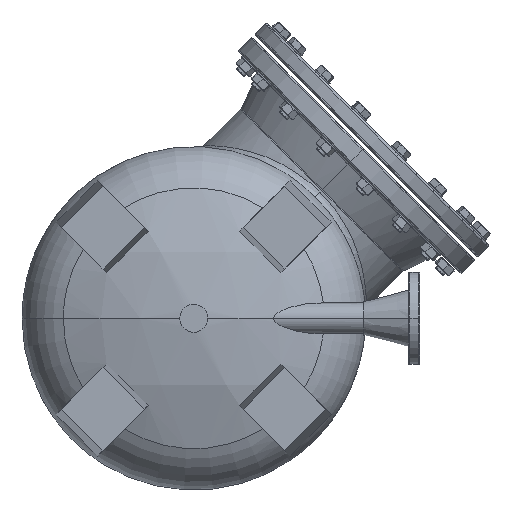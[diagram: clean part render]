
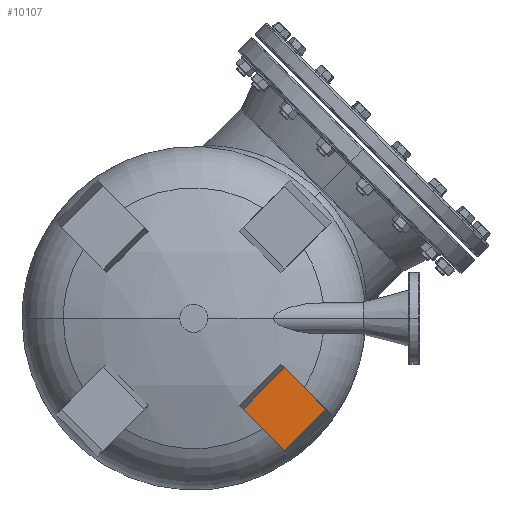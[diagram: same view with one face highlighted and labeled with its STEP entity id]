
A CAD part, front view. The second image highlights one B-rep face of the part: STEP entity #10107.
In plain terms, the highlighted planar face has unit normal (0, -1, 0).
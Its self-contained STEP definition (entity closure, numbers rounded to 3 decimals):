
#650 = EDGE_CURVE ( 'NONE', #47429, #40296, #2840, .T. ) ;
#1079 = VERTEX_POINT ( 'NONE', #1331 ) ;
#1211 = CARTESIAN_POINT ( 'NONE',  ( -127.344, -1100.204, -238.772 ) ) ;
#1331 = CARTESIAN_POINT ( 'NONE',  ( -127.344, -1100.204, -238.772 ) ) ;
#2050 = CARTESIAN_POINT ( 'NONE',  ( -28.349, -1100.204, -288.27 ) ) ;
#2840 = B_SPLINE_CURVE_WITH_KNOTS ( 'NONE', 3,
 ( #13634, #35291, #39972, #17708 ),
 .UNSPECIFIED., .F., .F.,
 ( 4, 4 ),
 ( 0., 1. ),
 .UNSPECIFIED. ) ;
#4887 = DIRECTION ( 'NONE',  ( -1., 0., 0. ) ) ;
#5026 = EDGE_CURVE ( 'NONE', #29368, #1079, #45127, .T. ) ;
#6614 = ORIENTED_EDGE ( 'NONE', *, *, #650, .F. ) ;
#6738 = EDGE_CURVE ( 'NONE', #1079, #47429, #25329, .T. ) ;
#6753 = CARTESIAN_POINT ( 'NONE',  ( 21.148, -1100.204, -238.772 ) ) ;
#7145 = CARTESIAN_POINT ( 'NONE',  ( -53.098, -1100.204, -313.018 ) ) ;
#8563 = B_SPLINE_CURVE_WITH_KNOTS ( 'NONE', 3,
 ( #6753, #55879, #2050, #24574 ),
 .UNSPECIFIED., .F., .F.,
 ( 4, 4 ),
 ( 0., 1. ),
 .UNSPECIFIED. ) ;
#10107 = ADVANCED_FACE ( 'NONE', ( #27126 ), #31507, .F. ) ;
#13634 = CARTESIAN_POINT ( 'NONE',  ( -53.098, -1100.204, -164.526 ) ) ;
#15628 = CARTESIAN_POINT ( 'NONE',  ( -77.847, -1100.204, -288.27 ) ) ;
#17357 = ORIENTED_EDGE ( 'NONE', *, *, #5026, .F. ) ;
#17708 = CARTESIAN_POINT ( 'NONE',  ( 21.148, -1100.204, -238.772 ) ) ;
#20764 = CARTESIAN_POINT ( 'NONE',  ( 21.148, -1100.204, -238.772 ) ) ;
#21201 = AXIS2_PLACEMENT_3D ( 'NONE', #49357, #54348, #4887 ) ;
#24574 = CARTESIAN_POINT ( 'NONE',  ( -53.098, -1100.204, -313.018 ) ) ;
#25329 = B_SPLINE_CURVE_WITH_KNOTS ( 'NONE', 3,
 ( #1211, #36377, #27843, #27564 ),
 .UNSPECIFIED., .F., .F.,
 ( 4, 4 ),
 ( 0., 1. ),
 .UNSPECIFIED. ) ;
#27126 = FACE_OUTER_BOUND ( 'NONE', #47138, .T. ) ;
#27564 = CARTESIAN_POINT ( 'NONE',  ( -53.098, -1100.204, -164.526 ) ) ;
#27843 = CARTESIAN_POINT ( 'NONE',  ( -77.847, -1100.204, -189.275 ) ) ;
#29368 = VERTEX_POINT ( 'NONE', #54945 ) ;
#29638 = CARTESIAN_POINT ( 'NONE',  ( -127.344, -1100.204, -238.772 ) ) ;
#31507 = PLANE ( 'NONE',  #21201 ) ;
#35291 = CARTESIAN_POINT ( 'NONE',  ( -28.349, -1100.204, -189.275 ) ) ;
#36377 = CARTESIAN_POINT ( 'NONE',  ( -102.595, -1100.204, -214.023 ) ) ;
#39972 = CARTESIAN_POINT ( 'NONE',  ( -3.6, -1100.204, -214.023 ) ) ;
#40296 = VERTEX_POINT ( 'NONE', #20764 ) ;
#42016 = ORIENTED_EDGE ( 'NONE', *, *, #6738, .F. ) ;
#45127 = B_SPLINE_CURVE_WITH_KNOTS ( 'NONE', 3,
 ( #7145, #15628, #51339, #29638 ),
 .UNSPECIFIED., .F., .F.,
 ( 4, 4 ),
 ( 0., 1. ),
 .UNSPECIFIED. ) ;
#47138 = EDGE_LOOP ( 'NONE', ( #42016, #17357, #53074, #6614 ) ) ;
#47429 = VERTEX_POINT ( 'NONE', #55979 ) ;
#49357 = CARTESIAN_POINT ( 'NONE',  ( -215.732, -1100.204, -76.138 ) ) ;
#50402 = EDGE_CURVE ( 'NONE', #40296, #29368, #8563, .T. ) ;
#51339 = CARTESIAN_POINT ( 'NONE',  ( -102.595, -1100.204, -263.521 ) ) ;
#53074 = ORIENTED_EDGE ( 'NONE', *, *, #50402, .F. ) ;
#54348 = DIRECTION ( 'NONE',  ( 0., 1., 0. ) ) ;
#54945 = CARTESIAN_POINT ( 'NONE',  ( -53.098, -1100.204, -313.018 ) ) ;
#55879 = CARTESIAN_POINT ( 'NONE',  ( -3.6, -1100.204, -263.521 ) ) ;
#55979 = CARTESIAN_POINT ( 'NONE',  ( -53.098, -1100.204, -164.526 ) ) ;
